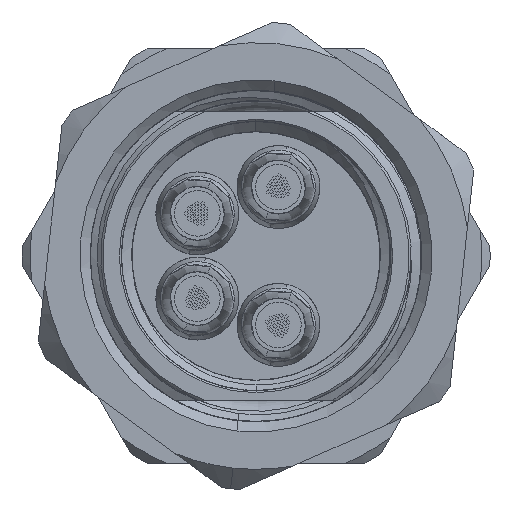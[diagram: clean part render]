
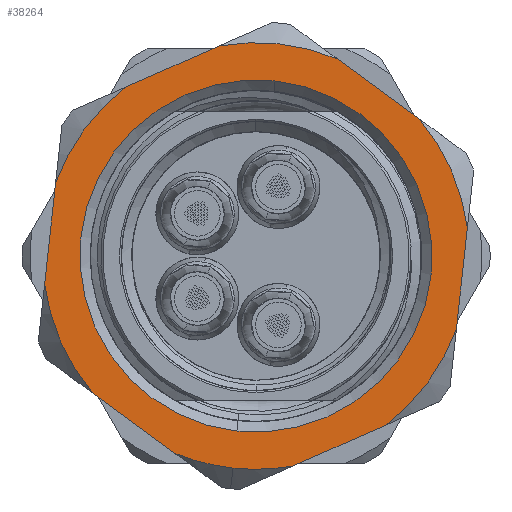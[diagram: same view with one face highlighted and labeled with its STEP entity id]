
A CAD part, left-side view. The second image highlights one B-rep face of the part: STEP entity #38264.
In plain terms, the highlighted planar face has unit normal (-1, 0, 0).
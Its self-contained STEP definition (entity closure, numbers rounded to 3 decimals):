
#528 = AXIS2_PLACEMENT_3D ( 'NONE', #19402, #26510, #7736 ) ;
#702 = VERTEX_POINT ( 'NONE', #2493 ) ;
#1243 = LINE ( 'NONE', #8145, #41641 ) ;
#2304 = CARTESIAN_POINT ( 'NONE',  ( -1., 0., 4.25 ) ) ;
#2449 = DIRECTION ( 'NONE',  ( 0., -0.866, 0.5 ) ) ;
#2493 = CARTESIAN_POINT ( 'NONE',  ( -1., -1.431, -4.947 ) ) ;
#2564 = DIRECTION ( 'NONE',  ( -1., 0., 0. ) ) ;
#2792 = DIRECTION ( 'NONE',  ( 0., 0., -1. ) ) ;
#2876 = VERTEX_POINT ( 'NONE', #2304 ) ;
#3378 = PLANE ( 'NONE',  #36934 ) ;
#3396 = DIRECTION ( 'NONE',  ( 0., 0., -1. ) ) ;
#4431 = DIRECTION ( 'NONE',  ( -1., 0., 0. ) ) ;
#4545 = VERTEX_POINT ( 'NONE', #26483 ) ;
#4648 = AXIS2_PLACEMENT_3D ( 'NONE', #35721, #43339, #3396 ) ;
#5281 = ORIENTED_EDGE ( 'NONE', *, *, #34115, .T. ) ;
#5449 = LINE ( 'NONE', #34452, #27148 ) ;
#5455 = EDGE_CURVE ( 'NONE', #24456, #4545, #7341, .T. ) ;
#5840 = AXIS2_PLACEMENT_3D ( 'NONE', #41058, #4431, #22993 ) ;
#6344 = CARTESIAN_POINT ( 'NONE',  ( -1., 1.431, 4.947 ) ) ;
#6696 = CARTESIAN_POINT ( 'NONE',  ( -1., 5., 2.887 ) ) ;
#6723 = CARTESIAN_POINT ( 'NONE',  ( -1., -1.431, 4.947 ) ) ;
#7262 = VERTEX_POINT ( 'NONE', #29876 ) ;
#7341 = CIRCLE ( 'NONE', #5840, 5.15 ) ;
#7664 = FACE_BOUND ( 'NONE', #34294, .T. ) ;
#7736 = DIRECTION ( 'NONE',  ( 0., 0., -1. ) ) ;
#8145 = CARTESIAN_POINT ( 'NONE',  ( -1., 0., 5.774 ) ) ;
#9073 = CARTESIAN_POINT ( 'NONE',  ( -1., -3.569, -3.713 ) ) ;
#9715 = DIRECTION ( 'NONE',  ( -1., 0., 0. ) ) ;
#10039 = DIRECTION ( 'NONE',  ( 0., 0., -1. ) ) ;
#10473 = DIRECTION ( 'NONE',  ( 0., 0., -1. ) ) ;
#11661 = ORIENTED_EDGE ( 'NONE', *, *, #11775, .T. ) ;
#11775 = EDGE_CURVE ( 'NONE', #39706, #30934, #17040, .T. ) ;
#12099 = CARTESIAN_POINT ( 'NONE',  ( -1., 5., -2.887 ) ) ;
#12244 = CARTESIAN_POINT ( 'NONE',  ( -1., -3.569, 3.713 ) ) ;
#12458 = DIRECTION ( 'NONE',  ( 1., 0., 0. ) ) ;
#12524 = AXIS2_PLACEMENT_3D ( 'NONE', #16635, #9715, #13071 ) ;
#12748 = CIRCLE ( 'NONE', #528, 5.15 ) ;
#12837 = DIRECTION ( 'NONE',  ( 0., 0.866, -0.5 ) ) ;
#13036 = CIRCLE ( 'NONE', #37309, 5.15 ) ;
#13071 = DIRECTION ( 'NONE',  ( 0., 0., -1. ) ) ;
#14264 = CARTESIAN_POINT ( 'NONE',  ( -1., 0., 0. ) ) ;
#16151 = VERTEX_POINT ( 'NONE', #41704 ) ;
#16635 = CARTESIAN_POINT ( 'NONE',  ( -1., 0., 0. ) ) ;
#16642 = VERTEX_POINT ( 'NONE', #18820 ) ;
#17006 = ORIENTED_EDGE ( 'NONE', *, *, #29064, .F. ) ;
#17040 = CIRCLE ( 'NONE', #12524, 5.15 ) ;
#17411 = DIRECTION ( 'NONE',  ( -1., 0., 0. ) ) ;
#17637 = EDGE_CURVE ( 'NONE', #22309, #702, #5449, .T. ) ;
#17884 = CARTESIAN_POINT ( 'NONE',  ( -1., 0., 0. ) ) ;
#18465 = VERTEX_POINT ( 'NONE', #12244 ) ;
#18575 = EDGE_CURVE ( 'NONE', #16151, #30934, #32132, .T. ) ;
#18607 = DIRECTION ( 'NONE',  ( 1., 0., 0. ) ) ;
#18692 = EDGE_CURVE ( 'NONE', #16642, #35565, #41955, .T. ) ;
#18820 = CARTESIAN_POINT ( 'NONE',  ( -1., -5., 1.234 ) ) ;
#19332 = DIRECTION ( 'NONE',  ( 0., -0.866, -0.5 ) ) ;
#19402 = CARTESIAN_POINT ( 'NONE',  ( -1., 0., 0. ) ) ;
#19604 = DIRECTION ( 'NONE',  ( 0., 0.866, 0.5 ) ) ;
#20258 = EDGE_CURVE ( 'NONE', #22309, #35565, #38637, .T. ) ;
#20968 = EDGE_CURVE ( 'NONE', #25909, #4545, #23421, .T. ) ;
#22309 = VERTEX_POINT ( 'NONE', #9073 ) ;
#22993 = DIRECTION ( 'NONE',  ( 0., 0., -1. ) ) ;
#23200 = CIRCLE ( 'NONE', #25442, 4.25 ) ;
#23421 = LINE ( 'NONE', #44314, #43997 ) ;
#24165 = VECTOR ( 'NONE', #10039, 1000. ) ;
#24327 = CARTESIAN_POINT ( 'NONE',  ( -1., 0., 0. ) ) ;
#24456 = VERTEX_POINT ( 'NONE', #32019 ) ;
#24626 = ORIENTED_EDGE ( 'NONE', *, *, #18575, .F. ) ;
#24782 = DIRECTION ( 'NONE',  ( 0., 0., -1. ) ) ;
#25257 = DIRECTION ( 'NONE',  ( 0., 0., -1. ) ) ;
#25442 = AXIS2_PLACEMENT_3D ( 'NONE', #41452, #12458, #30265 ) ;
#25492 = CIRCLE ( 'NONE', #31596, 5.15 ) ;
#25653 = ORIENTED_EDGE ( 'NONE', *, *, #5455, .T. ) ;
#25804 = VERTEX_POINT ( 'NONE', #36237 ) ;
#25909 = VERTEX_POINT ( 'NONE', #28399 ) ;
#26483 = CARTESIAN_POINT ( 'NONE',  ( -1., 3.569, -3.713 ) ) ;
#26510 = DIRECTION ( 'NONE',  ( -1., 0., 0. ) ) ;
#26572 = DIRECTION ( 'NONE',  ( 0., 0., 1. ) ) ;
#27148 = VECTOR ( 'NONE', #12837, 1000. ) ;
#27551 = EDGE_CURVE ( 'NONE', #2876, #25804, #31992, .T. ) ;
#28399 = CARTESIAN_POINT ( 'NONE',  ( -1., 1.431, -4.947 ) ) ;
#28706 = ORIENTED_EDGE ( 'NONE', *, *, #40187, .F. ) ;
#29064 = EDGE_CURVE ( 'NONE', #24456, #7262, #44664, .T. ) ;
#29876 = CARTESIAN_POINT ( 'NONE',  ( -1., 5., 1.234 ) ) ;
#30265 = DIRECTION ( 'NONE',  ( 0., 0., -1. ) ) ;
#30474 = ORIENTED_EDGE ( 'NONE', *, *, #46745, .T. ) ;
#30934 = VERTEX_POINT ( 'NONE', #6344 ) ;
#31596 = AXIS2_PLACEMENT_3D ( 'NONE', #14264, #43045, #10473 ) ;
#31992 = CIRCLE ( 'NONE', #4648, 4.25 ) ;
#32019 = CARTESIAN_POINT ( 'NONE',  ( -1., 5., -1.234 ) ) ;
#32020 = ORIENTED_EDGE ( 'NONE', *, *, #27551, .T. ) ;
#32061 = ORIENTED_EDGE ( 'NONE', *, *, #20968, .F. ) ;
#32132 = LINE ( 'NONE', #6696, #44663 ) ;
#32243 = CARTESIAN_POINT ( 'NONE',  ( -1., 0., 0. ) ) ;
#32583 = DIRECTION ( 'NONE',  ( -1., 0., 0. ) ) ;
#32897 = EDGE_CURVE ( 'NONE', #25804, #2876, #23200, .T. ) ;
#34115 = EDGE_CURVE ( 'NONE', #41164, #702, #42111, .T. ) ;
#34294 = EDGE_LOOP ( 'NONE', ( #32020, #45478 ) ) ;
#34452 = CARTESIAN_POINT ( 'NONE',  ( -1., -5., -2.887 ) ) ;
#35098 = VECTOR ( 'NONE', #26572, 1000. ) ;
#35239 = AXIS2_PLACEMENT_3D ( 'NONE', #36626, #32583, #43767 ) ;
#35565 = VERTEX_POINT ( 'NONE', #45735 ) ;
#35721 = CARTESIAN_POINT ( 'NONE',  ( -1., 0., 0. ) ) ;
#36031 = ORIENTED_EDGE ( 'NONE', *, *, #37474, .T. ) ;
#36237 = CARTESIAN_POINT ( 'NONE',  ( -1., 0., -4.25 ) ) ;
#36503 = ORIENTED_EDGE ( 'NONE', *, *, #20258, .T. ) ;
#36626 = CARTESIAN_POINT ( 'NONE',  ( -1., 0., 0. ) ) ;
#36934 = AXIS2_PLACEMENT_3D ( 'NONE', #17884, #18607, #25257 ) ;
#37309 = AXIS2_PLACEMENT_3D ( 'NONE', #24327, #17411, #24782 ) ;
#37474 = EDGE_CURVE ( 'NONE', #25909, #41164, #25492, .T. ) ;
#37912 = AXIS2_PLACEMENT_3D ( 'NONE', #32243, #2564, #2792 ) ;
#38002 = EDGE_LOOP ( 'NONE', ( #17006, #25653, #32061, #36031, #5281, #46402, #36503, #44993, #30474, #28706, #11661, #24626, #44683 ) ) ;
#38264 = ADVANCED_FACE ( 'NONE', ( #7664, #43325 ), #3378, .F. ) ;
#38637 = CIRCLE ( 'NONE', #37912, 5.15 ) ;
#39269 = EDGE_CURVE ( 'NONE', #16151, #7262, #12748, .T. ) ;
#39706 = VERTEX_POINT ( 'NONE', #6723 ) ;
#40187 = EDGE_CURVE ( 'NONE', #39706, #18465, #1243, .T. ) ;
#40857 = CARTESIAN_POINT ( 'NONE',  ( -1., 0., -5.15 ) ) ;
#41058 = CARTESIAN_POINT ( 'NONE',  ( -1., 0., 0. ) ) ;
#41164 = VERTEX_POINT ( 'NONE', #40857 ) ;
#41452 = CARTESIAN_POINT ( 'NONE',  ( -1., 0., 0. ) ) ;
#41641 = VECTOR ( 'NONE', #19332, 1000. ) ;
#41704 = CARTESIAN_POINT ( 'NONE',  ( -1., 3.569, 3.713 ) ) ;
#41955 = LINE ( 'NONE', #42612, #24165 ) ;
#42111 = CIRCLE ( 'NONE', #35239, 5.15 ) ;
#42612 = CARTESIAN_POINT ( 'NONE',  ( -1., -5., 2.887 ) ) ;
#43045 = DIRECTION ( 'NONE',  ( -1., 0., 0. ) ) ;
#43325 = FACE_OUTER_BOUND ( 'NONE', #38002, .T. ) ;
#43339 = DIRECTION ( 'NONE',  ( 1., 0., 0. ) ) ;
#43767 = DIRECTION ( 'NONE',  ( 0., 0., -1. ) ) ;
#43997 = VECTOR ( 'NONE', #19604, 1000. ) ;
#44314 = CARTESIAN_POINT ( 'NONE',  ( -1., 0., -5.774 ) ) ;
#44663 = VECTOR ( 'NONE', #2449, 1000. ) ;
#44664 = LINE ( 'NONE', #12099, #35098 ) ;
#44683 = ORIENTED_EDGE ( 'NONE', *, *, #39269, .T. ) ;
#44993 = ORIENTED_EDGE ( 'NONE', *, *, #18692, .F. ) ;
#45478 = ORIENTED_EDGE ( 'NONE', *, *, #32897, .T. ) ;
#45735 = CARTESIAN_POINT ( 'NONE',  ( -1., -5., -1.234 ) ) ;
#46402 = ORIENTED_EDGE ( 'NONE', *, *, #17637, .F. ) ;
#46745 = EDGE_CURVE ( 'NONE', #16642, #18465, #13036, .T. ) ;
